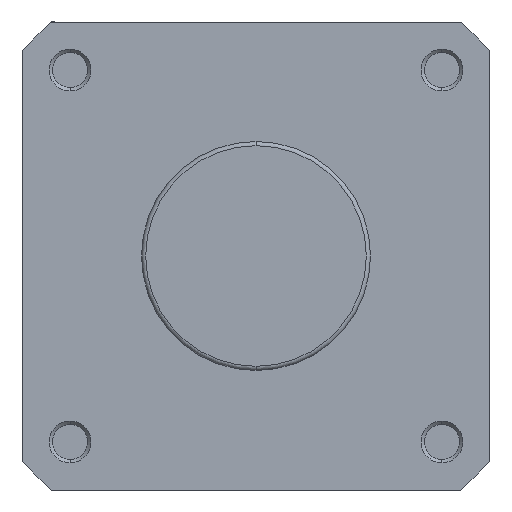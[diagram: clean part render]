
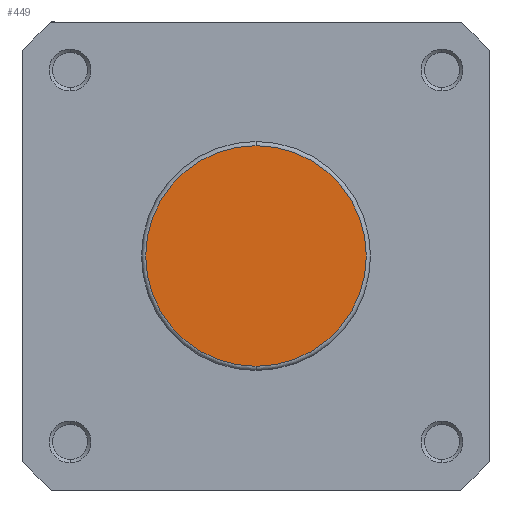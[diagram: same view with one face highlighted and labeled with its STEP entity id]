
A CAD part, left-side view. The second image highlights one B-rep face of the part: STEP entity #449.
In plain terms, the highlighted planar face has unit normal (-1, 0, 0).
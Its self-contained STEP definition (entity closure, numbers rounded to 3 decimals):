
#216 = EDGE_CURVE ( 'NONE', #3365, #3366, #4645, .T. ) ;
#339 = EDGE_CURVE ( 'NONE', #3366, #3365, #4750, .T. ) ;
#449 = ADVANCED_FACE ( 'NONE', ( #5056 ), #2181, .F. ) ;
#806 = AXIS2_PLACEMENT_3D ( 'NONE', #1678, #1686, #1687 ) ;
#889 = AXIS2_PLACEMENT_3D ( 'NONE', #4029, #4030, #4031 ) ;
#943 = AXIS2_PLACEMENT_3D ( 'NONE', #2184, #2193, #2194 ) ;
#1678 = CARTESIAN_POINT ( 'NONE',  ( 0., 0., 0. ) ) ;
#1686 = DIRECTION ( 'NONE',  ( -1., 0., 0. ) ) ;
#1687 = DIRECTION ( 'NONE',  ( 0., 0., -1. ) ) ;
#2181 = PLANE ( 'NONE',  #943 ) ;
#2184 = CARTESIAN_POINT ( 'NONE',  ( 0., 27.4, 0. ) ) ;
#2193 = DIRECTION ( 'NONE',  ( 1., 0., 0. ) ) ;
#2194 = DIRECTION ( 'NONE',  ( 0., 0., -1. ) ) ;
#2900 = CARTESIAN_POINT ( 'NONE',  ( 0., 0., 26.4 ) ) ;
#2901 = CARTESIAN_POINT ( 'NONE',  ( 0., 0., -26.4 ) ) ;
#3365 = VERTEX_POINT ( 'NONE', #2900 ) ;
#3366 = VERTEX_POINT ( 'NONE', #2901 ) ;
#4029 = CARTESIAN_POINT ( 'NONE',  ( 0., 0., 0. ) ) ;
#4030 = DIRECTION ( 'NONE',  ( -1., 0., 0. ) ) ;
#4031 = DIRECTION ( 'NONE',  ( 0., 0., -1. ) ) ;
#4298 = EDGE_LOOP ( 'NONE', ( #5151, #5271 ) ) ;
#4645 = CIRCLE ( 'NONE', #889, 26.4 ) ;
#4750 = CIRCLE ( 'NONE', #806, 26.4 ) ;
#5056 = FACE_OUTER_BOUND ( 'NONE', #4298, .T. ) ;
#5151 = ORIENTED_EDGE ( 'NONE', *, *, #339, .T. ) ;
#5271 = ORIENTED_EDGE ( 'NONE', *, *, #216, .T. ) ;
